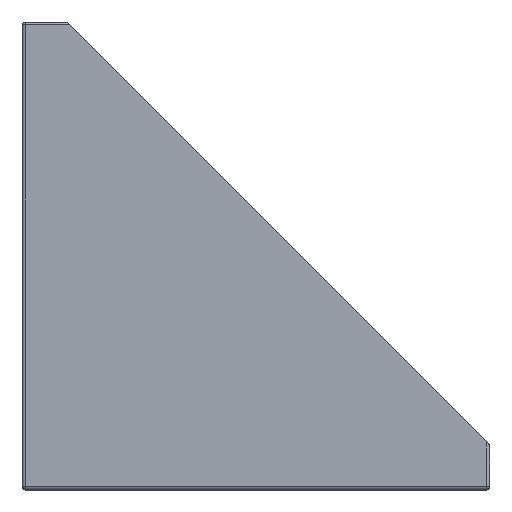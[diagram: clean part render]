
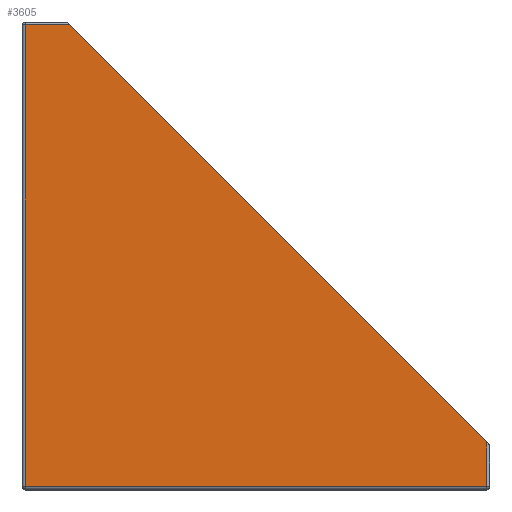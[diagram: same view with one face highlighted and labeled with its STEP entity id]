
A CAD part, top view. The second image highlights one B-rep face of the part: STEP entity #3605.
In plain terms, the highlighted planar face has unit normal (0, 0, 1).
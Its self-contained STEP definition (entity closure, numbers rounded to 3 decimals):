
#469=FACE_OUTER_BOUND('',#687,.T.);
#687=EDGE_LOOP('',(#3297,#3298,#3299,#3300,#3301));
#979=LINE('',#5899,#1344);
#985=LINE('',#5929,#1350);
#986=LINE('',#5931,#1351);
#988=LINE('',#5937,#1353);
#1052=LINE('',#6074,#1417);
#1344=VECTOR('',#4800,10.);
#1350=VECTOR('',#4842,10.);
#1351=VECTOR('',#4845,10.);
#1353=VECTOR('',#4851,10.);
#1417=VECTOR('',#5029,10.);
#1718=VERTEX_POINT('',#5879);
#1720=VERTEX_POINT('',#5888);
#1723=VERTEX_POINT('',#5897);
#1726=VERTEX_POINT('',#5910);
#1730=VERTEX_POINT('',#5933);
#2181=EDGE_CURVE('',#1723,#1720,#979,.T.);
#2197=EDGE_CURVE('',#1720,#1726,#985,.T.);
#2198=EDGE_CURVE('',#1726,#1718,#986,.T.);
#2201=EDGE_CURVE('',#1718,#1730,#988,.T.);
#2265=EDGE_CURVE('',#1723,#1730,#1052,.T.);
#3297=ORIENTED_EDGE('',*,*,#2181,.F.);
#3298=ORIENTED_EDGE('',*,*,#2265,.T.);
#3299=ORIENTED_EDGE('',*,*,#2201,.F.);
#3300=ORIENTED_EDGE('',*,*,#2198,.F.);
#3301=ORIENTED_EDGE('',*,*,#2197,.F.);
#3411=PLANE('',#3972);
#3605=ADVANCED_FACE('',(#469),#3411,.T.);
#3972=AXIS2_PLACEMENT_3D('',#6076,#5032,#5033);
#4800=DIRECTION('',(0.,-1.,0.));
#4842=DIRECTION('',(-1.,0.,0.));
#4845=DIRECTION('',(0.,1.,0.));
#4851=DIRECTION('',(1.,0.,0.));
#5029=DIRECTION('',(-0.707,0.707,0.));
#5032=DIRECTION('center_axis',(0.,0.,1.));
#5033=DIRECTION('ref_axis',(1.,0.,0.));
#5879=CARTESIAN_POINT('',(0.5,85.5,43.));
#5888=CARTESIAN_POINT('',(85.5,0.5,43.));
#5897=CARTESIAN_POINT('',(85.5,8.7,43.));
#5899=CARTESIAN_POINT('',(85.5,16.116,43.));
#5910=CARTESIAN_POINT('',(0.5,0.5,43.));
#5929=CARTESIAN_POINT('',(16.116,0.5,43.));
#5931=CARTESIAN_POINT('',(0.5,59.116,43.));
#5933=CARTESIAN_POINT('',(8.7,85.5,43.));
#5937=CARTESIAN_POINT('',(20.216,85.5,43.));
#6074=CARTESIAN_POINT('',(8.2,86.,43.));
#6076=CARTESIAN_POINT('Origin',(32.233,32.233,43.));
